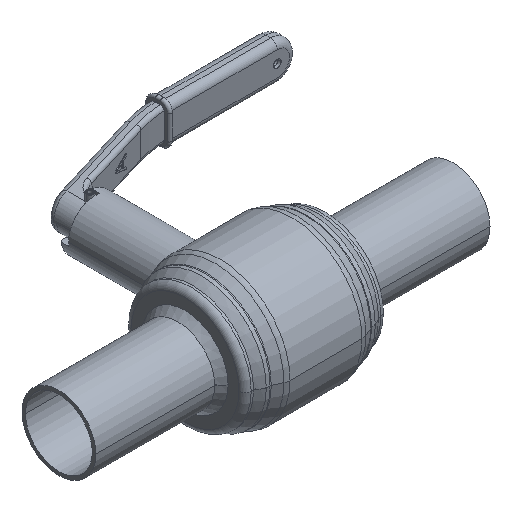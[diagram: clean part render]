
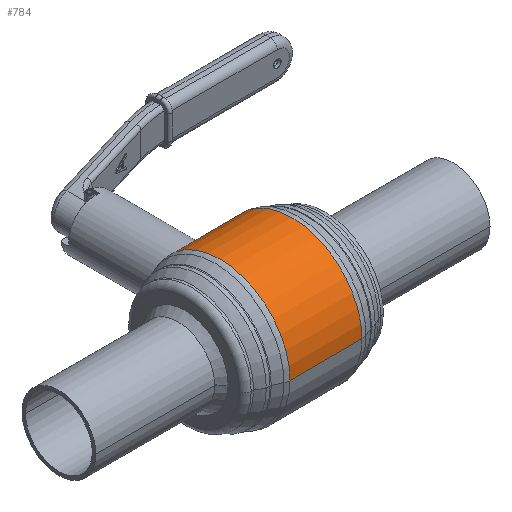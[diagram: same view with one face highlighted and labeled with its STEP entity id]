
A CAD part, isometric view. The second image highlights one B-rep face of the part: STEP entity #784.
In plain terms, the highlighted cylindrical face has radius 57.15 mm (diameter 114.3 mm), a partial arc.
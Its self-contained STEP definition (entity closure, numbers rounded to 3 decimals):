
#67=CARTESIAN_POINT('',(-22.2,57.15,0.));
#89=CARTESIAN_POINT('',(22.2,57.15,0.));
#189=CARTESIAN_POINT('',(22.2,57.15,0.));
#190=CARTESIAN_POINT('',(22.2,57.15,1.188));
#191=CARTESIAN_POINT('',(22.011,57.076,3.523));
#192=CARTESIAN_POINT('',(21.19,56.762,6.917));
#193=CARTESIAN_POINT('',(19.862,56.277,10.116));
#194=CARTESIAN_POINT('',(18.047,55.657,13.085));
#195=CARTESIAN_POINT('',(15.761,54.953,15.767));
#196=CARTESIAN_POINT('',(13.057,54.232,18.072));
#197=CARTESIAN_POINT('',(10.004,53.573,19.924));
#198=CARTESIAN_POINT('',(6.729,53.056,21.252));
#199=CARTESIAN_POINT('',(3.358,52.733,22.034));
#200=CARTESIAN_POINT('',(-0.052,52.625,22.287));
#201=CARTESIAN_POINT('',(-3.458,52.739,22.018));
#202=CARTESIAN_POINT('',(-6.824,53.068,21.221));
#203=CARTESIAN_POINT('',(-10.096,53.591,19.878));
#204=CARTESIAN_POINT('',(-13.14,54.253,18.011));
#205=CARTESIAN_POINT('',(-15.823,54.971,15.704));
#206=CARTESIAN_POINT('',(-18.087,55.671,13.028));
#207=CARTESIAN_POINT('',(-19.885,56.285,10.07));
#208=CARTESIAN_POINT('',(-21.2,56.766,6.882));
#209=CARTESIAN_POINT('',(-22.013,57.077,3.504));
#210=CARTESIAN_POINT('',(-22.2,57.15,1.181));
#211=CARTESIAN_POINT('',(-22.2,57.15,0.));
#213=DIRECTION('',(-1.,0.,0.));
#214=VECTOR('',#213,7.165);
#215=CARTESIAN_POINT('',(29.365,57.15,0.));
#216=LINE('',#215,#214);
#217=CARTESIAN_POINT('',(29.365,0.,0.));
#218=DIRECTION('',(-1.,0.,0.));
#219=DIRECTION('',(0.,-1.,0.));
#220=AXIS2_PLACEMENT_3D('',#217,#218,#219);
#222=DIRECTION('',(-1.,0.,0.));
#223=VECTOR('',#222,58.73);
#224=CARTESIAN_POINT('',(29.365,-57.15,0.));
#225=LINE('',#224,#223);
#226=CARTESIAN_POINT('',(-29.365,0.,0.));
#227=DIRECTION('',(-1.,0.,0.));
#228=DIRECTION('',(0.,-1.,0.));
#229=AXIS2_PLACEMENT_3D('',#226,#227,#228);
#231=DIRECTION('',(-1.,0.,0.));
#232=VECTOR('',#231,7.165);
#233=CARTESIAN_POINT('',(-22.2,57.15,0.));
#234=LINE('',#233,#232);
#505=CARTESIAN_POINT('',(29.365,57.15,0.));
#506=CARTESIAN_POINT('',(29.365,-57.15,0.));
#507=VERTEX_POINT('',#505);
#508=VERTEX_POINT('',#506);
#517=CARTESIAN_POINT('',(-29.365,57.15,0.));
#518=CARTESIAN_POINT('',(-29.365,-57.15,0.));
#519=VERTEX_POINT('',#517);
#520=VERTEX_POINT('',#518);
#555=VERTEX_POINT('',#67);
#556=VERTEX_POINT('',#89);
#770=CARTESIAN_POINT('',(48.95,0.,0.));
#771=DIRECTION('',(-1.,0.,0.));
#772=DIRECTION('',(0.,1.,0.));
#773=AXIS2_PLACEMENT_3D('',#770,#771,#772);
#774=CYLINDRICAL_SURFACE('',#773,57.15);
#775=ORIENTED_EDGE('',*,*,#764,.F.);
#776=ORIENTED_EDGE('',*,*,#701,.F.);
#778=ORIENTED_EDGE('',*,*,#777,.F.);
#779=ORIENTED_EDGE('',*,*,#697,.T.);
#780=ORIENTED_EDGE('',*,*,#667,.T.);
#781=ORIENTED_EDGE('',*,*,#694,.F.);
#782=EDGE_LOOP('',(#775,#776,#778,#779,#780,#781));
#783=FACE_OUTER_BOUND('',#782,.F.);
#784=ADVANCED_FACE('',(#783),#774,.T.);
#212=B_SPLINE_CURVE_WITH_KNOTS('',3,(#189,#190,#191,#192,#193,#194,#195,#196,
#197,#198,#199,#200,#201,#202,#203,#204,#205,#206,#207,#208,#209,#210,#211),
.UNSPECIFIED.,.F.,.F.,(4,1,1,1,1,1,1,1,1,1,1,1,1,1,1,1,1,1,1,1,4),(0.,0.05,
0.1,0.15,0.2,0.25,0.3,0.35,0.4,0.45,0.5,0.55,0.6,0.65,
0.7,0.75,0.8,0.85,0.9,0.95,1.),.UNSPECIFIED.);
#221=CIRCLE('',#220,57.15);
#230=CIRCLE('',#229,57.15);
#667=EDGE_CURVE('',#520,#519,#230,.T.);
#694=EDGE_CURVE('',#555,#519,#234,.T.);
#697=EDGE_CURVE('',#508,#520,#225,.T.);
#701=EDGE_CURVE('',#507,#556,#216,.T.);
#764=EDGE_CURVE('',#556,#555,#212,.T.);
#777=EDGE_CURVE('',#508,#507,#221,.T.);
